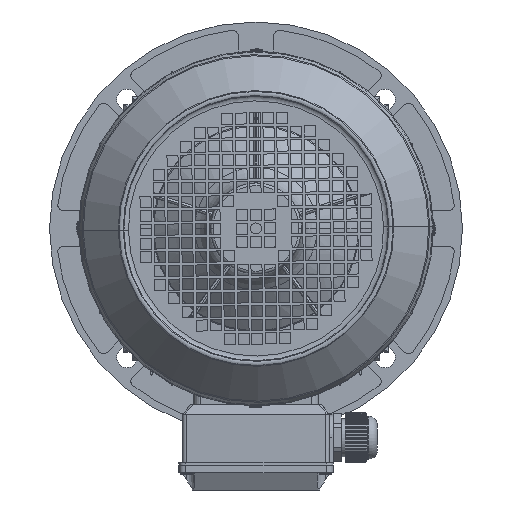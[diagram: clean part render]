
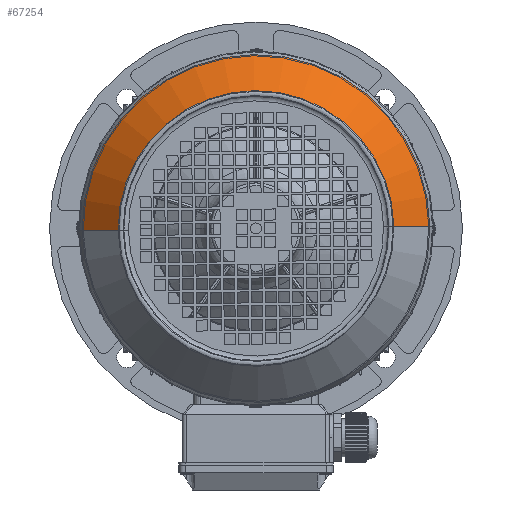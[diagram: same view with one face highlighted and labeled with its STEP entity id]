
A CAD part, front view. The second image highlights one B-rep face of the part: STEP entity #67254.
In plain terms, the highlighted conical face has half-angle 43.986 degrees and reference radius 126.3 mm.
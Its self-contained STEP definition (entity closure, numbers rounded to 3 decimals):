
#5430 = DIRECTION ( 'NONE',  ( -0.694, 0., -0.72 ) ) ;
#5431 = VECTOR ( 'NONE', #5430, 1000. ) ;
#5432 = CARTESIAN_POINT ( 'NONE',  ( -126.3, 0., 28.5 ) ) ;
#5433 = LINE ( 'NONE', #5432, #5431 ) ;
#5434 = CARTESIAN_POINT ( 'NONE',  ( -126.3, 0., 28.5 ) ) ;
#5435 = DIRECTION ( 'NONE',  ( -1., 0., 0. ) ) ;
#5436 = DIRECTION ( 'NONE',  ( 0., 0., -1. ) ) ;
#5437 = CARTESIAN_POINT ( 'NONE',  ( 0., 0., 28.5 ) ) ;
#5438 = AXIS2_PLACEMENT_3D ( 'NONE', #5437, #5436, #5435 ) ;
#5439 = CIRCLE ( 'NONE', #5438, 126.3 ) ;
#5440 = CARTESIAN_POINT ( 'NONE',  ( 126.3, 0., 28.5 ) ) ;
#5441 = DIRECTION ( 'NONE',  ( 0.694, 0., -0.72 ) ) ;
#5442 = VECTOR ( 'NONE', #5441, 1000. ) ;
#5443 = CARTESIAN_POINT ( 'NONE',  ( 126.3, 0., 28.5 ) ) ;
#5444 = LINE ( 'NONE', #5443, #5442 ) ;
#5457 = DIRECTION ( 'NONE',  ( 0., 0., -1. ) ) ;
#5458 = CARTESIAN_POINT ( 'NONE',  ( 0., 0., 55.583 ) ) ;
#5459 = AXIS2_PLACEMENT_3D ( 'NONE', #5458, #5457, #5523 ) ;
#5460 = CIRCLE ( 'NONE', #5459, 100.159 ) ;
#5461 = CARTESIAN_POINT ( 'NONE',  ( 100.159, 0., 55.583 ) ) ;
#5510 = DIRECTION ( 'NONE',  ( -1., 0., 0. ) ) ;
#5511 = DIRECTION ( 'NONE',  ( 0., 0., -1. ) ) ;
#5512 = CARTESIAN_POINT ( 'NONE',  ( 0., 0., 28.5 ) ) ;
#5513 = AXIS2_PLACEMENT_3D ( 'NONE', #5512, #5511, #5510 ) ;
#5514 = CONICAL_SURFACE ( 'NONE', #5513, 126.3, 0.768 ) ;
#5515 = FACE_OUTER_BOUND ( 'NONE', #67255, .T. ) ;
#5522 = CARTESIAN_POINT ( 'NONE',  ( -100.159, 0., 55.583 ) ) ;
#5523 = DIRECTION ( 'NONE',  ( -1., 0., 0. ) ) ;
#67209 = ORIENTED_EDGE ( 'NONE', *, *, #67244, .T. ) ;
#67211 = ORIENTED_EDGE ( 'NONE', *, *, #67213, .T. ) ;
#67213 = EDGE_CURVE ( 'NONE', #67241, #67215, #5444, .T. ) ;
#67215 = VERTEX_POINT ( 'NONE', #5440 ) ;
#67217 = ORIENTED_EDGE ( 'NONE', *, *, #67218, .F. ) ;
#67218 = EDGE_CURVE ( 'NONE', #67219, #67215, #5439, .T. ) ;
#67219 = VERTEX_POINT ( 'NONE', #5434 ) ;
#67220 = ORIENTED_EDGE ( 'NONE', *, *, #67221, .F. ) ;
#67221 = EDGE_CURVE ( 'NONE', #67246, #67219, #5433, .T. ) ;
#67241 = VERTEX_POINT ( 'NONE', #5461 ) ;
#67244 = EDGE_CURVE ( 'NONE', #67246, #67241, #5460, .T. ) ;
#67246 = VERTEX_POINT ( 'NONE', #5522 ) ;
#67254 = ADVANCED_FACE ( 'NONE', ( #5515 ), #5514, .T. ) ;
#67255 = EDGE_LOOP ( 'NONE', ( #67209, #67211, #67217, #67220 ) ) ;
